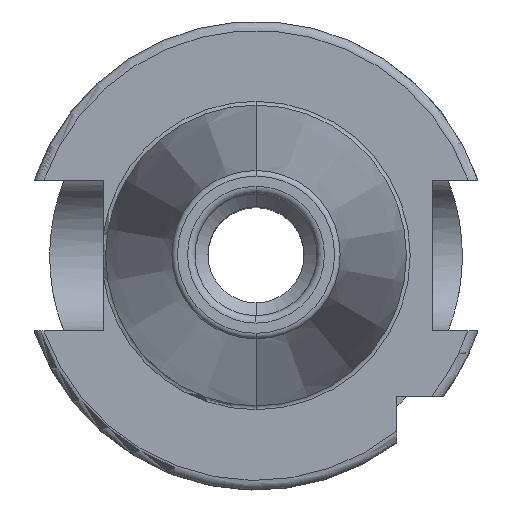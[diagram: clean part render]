
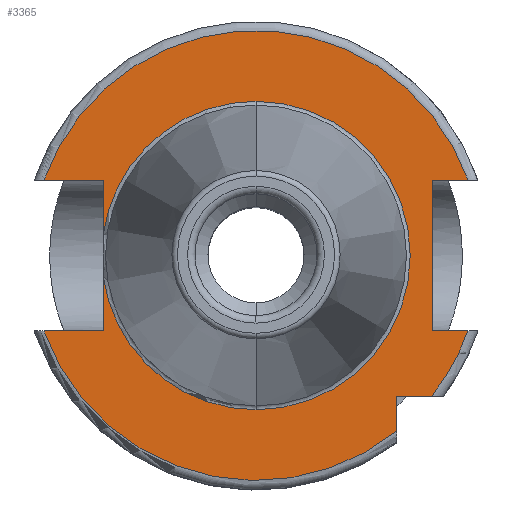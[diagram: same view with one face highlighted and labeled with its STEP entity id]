
A CAD part, top view. The second image highlights one B-rep face of the part: STEP entity #3365.
In plain terms, the highlighted planar face has unit normal (0, 0, 1).
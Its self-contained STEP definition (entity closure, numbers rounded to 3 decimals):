
#967=CARTESIAN_POINT('',(0,0,15.9));
#968=DIRECTION('',(0,0,-1));
#969=DIRECTION('',(0,1,0));
#970=AXIS2_PLACEMENT_3D('',#967,#968,#969);
#983=CARTESIAN_POINT('',(0,0,15.9));
#984=DIRECTION('',(0,0,1));
#985=DIRECTION('',(0,1,0));
#986=AXIS2_PLACEMENT_3D('',#983,#984,#985);
#998=CARTESIAN_POINT('',(0,0,15.9));
#999=DIRECTION('',(0,0,1));
#1000=DIRECTION('',(-0.991,-0.135,0));
#1001=AXIS2_PLACEMENT_3D('',#998,#999,#1000);
#1003=DIRECTION('',(1,0,0));
#1004=VECTOR('',#1003,6.31);
#1005=CARTESIAN_POINT('',(-22.61,-8.05,15.9));
#1006=LINE('',#1005,#1004);
#1007=DIRECTION('',(0,1,0));
#1008=VECTOR('',#1007,5.834);
#1009=CARTESIAN_POINT('',(-16.3,-8.05,15.9));
#1010=LINE('',#1009,#1008);
#1011=DIRECTION('',(0,1,0));
#1012=VECTOR('',#1011,5.834);
#1013=CARTESIAN_POINT('',(-16.3,2.216,15.9));
#1014=LINE('',#1013,#1012);
#1015=DIRECTION('',(1,0,0));
#1016=VECTOR('',#1015,6.31);
#1017=CARTESIAN_POINT('',(-22.61,8.05,15.9));
#1018=LINE('',#1017,#1016);
#1019=DIRECTION('',(-1,0,0));
#1020=VECTOR('',#1019,3.81);
#1021=CARTESIAN_POINT('',(22.61,8.05,15.9));
#1022=LINE('',#1021,#1020);
#1023=DIRECTION('',(0,-1,0));
#1024=VECTOR('',#1023,16.1);
#1025=CARTESIAN_POINT('',(18.8,8.05,15.9));
#1026=LINE('',#1025,#1024);
#1027=DIRECTION('',(-1,0,0));
#1028=VECTOR('',#1027,3.81);
#1029=CARTESIAN_POINT('',(22.61,-8.05,15.9));
#1030=LINE('',#1029,#1028);
#1031=CARTESIAN_POINT('',(0,0,15.9));
#1032=DIRECTION('',(0,0,1));
#1033=DIRECTION('',(0.781,-0.625,0));
#1034=AXIS2_PLACEMENT_3D('',#1031,#1032,#1033);
#1036=DIRECTION('',(-1,0,0));
#1037=VECTOR('',#1036,3.735);
#1038=CARTESIAN_POINT('',(18.735,-15,15.9));
#1039=LINE('',#1038,#1037);
#1040=DIRECTION('',(0,1,0));
#1041=VECTOR('',#1040,3.735);
#1042=CARTESIAN_POINT('',(15,-18.735,15.9));
#1043=LINE('',#1042,#1041);
#1067=CARTESIAN_POINT('',(0,0,15.9));
#1068=DIRECTION('',(0,0,1));
#1069=DIRECTION('',(0.942,0.335,0));
#1070=AXIS2_PLACEMENT_3D('',#1067,#1068,#1069);
#1118=CARTESIAN_POINT('',(0,0,15.9));
#1119=DIRECTION('',(0,0,1));
#1120=DIRECTION('',(-0.942,-0.335,0));
#1121=AXIS2_PLACEMENT_3D('',#1118,#1119,#1120);
#1738=CARTESIAN_POINT('',(0,16.45,15.9));
#1740=VERTEX_POINT('',#1738);
#1760=CARTESIAN_POINT('',(0,-16.45,15.9));
#1762=VERTEX_POINT('',#1760);
#1850=CARTESIAN_POINT('',(-22.61,-8.05,15.9));
#1851=CARTESIAN_POINT('',(-16.3,-8.05,15.9));
#1852=VERTEX_POINT('',#1850);
#1853=VERTEX_POINT('',#1851);
#1854=CARTESIAN_POINT('',(-16.3,-2.216,15.9));
#1855=VERTEX_POINT('',#1854);
#1856=CARTESIAN_POINT('',(-16.3,2.216,15.9));
#1857=CARTESIAN_POINT('',(-16.3,8.05,15.9));
#1858=VERTEX_POINT('',#1856);
#1859=VERTEX_POINT('',#1857);
#1860=CARTESIAN_POINT('',(-22.61,8.05,15.9));
#1861=VERTEX_POINT('',#1860);
#1862=CARTESIAN_POINT('',(18.8,8.05,15.9));
#1863=CARTESIAN_POINT('',(18.8,-8.05,15.9));
#1864=VERTEX_POINT('',#1862);
#1865=VERTEX_POINT('',#1863);
#1866=CARTESIAN_POINT('',(22.61,-8.05,15.9));
#1867=VERTEX_POINT('',#1866);
#1868=CARTESIAN_POINT('',(22.61,8.05,15.9));
#1869=VERTEX_POINT('',#1868);
#1870=CARTESIAN_POINT('',(15,-18.735,15.9));
#1871=CARTESIAN_POINT('',(15,-15,15.9));
#1872=VERTEX_POINT('',#1870);
#1873=VERTEX_POINT('',#1871);
#1874=CARTESIAN_POINT('',(18.735,-15,15.9));
#1875=VERTEX_POINT('',#1874);
#3340=CARTESIAN_POINT('',(0,0,15.9));
#3341=DIRECTION('',(0,0,-1));
#3342=DIRECTION('',(0,-1,0));
#3343=AXIS2_PLACEMENT_3D('',#3340,#3341,#3342);
#3344=PLANE('',#3343);
#3345=ORIENTED_EDGE('',*,*,#2196,.T.);
#3346=ORIENTED_EDGE('',*,*,#2181,.T.);
#3347=ORIENTED_EDGE('',*,*,#3335,.T.);
#3348=ORIENTED_EDGE('',*,*,#3316,.F.);
#3349=ORIENTED_EDGE('',*,*,#3330,.T.);
#3350=ORIENTED_EDGE('',*,*,#2177,.T.);
#3351=ORIENTED_EDGE('',*,*,#2162,.F.);
#3353=ORIENTED_EDGE('',*,*,#3352,.F.);
#3354=ORIENTED_EDGE('',*,*,#2567,.T.);
#3355=ORIENTED_EDGE('',*,*,#2422,.T.);
#3356=ORIENTED_EDGE('',*,*,#2407,.F.);
#3358=ORIENTED_EDGE('',*,*,#3357,.F.);
#3359=ORIENTED_EDGE('',*,*,#2339,.T.);
#3360=ORIENTED_EDGE('',*,*,#2307,.F.);
#3362=ORIENTED_EDGE('',*,*,#3361,.F.);
#3363=EDGE_LOOP('',(#3345,#3346,#3347,#3348,#3349,#3350,#3351,#3353,#3354,#3355,
#3356,#3358,#3359,#3360,#3362));
#3364=FACE_OUTER_BOUND('',#3363,.F.);
#3365=ADVANCED_FACE('',(#3364),#3344,.F.);
#971=CIRCLE('',#970,16.45);
#987=CIRCLE('',#986,16.45);
#1002=CIRCLE('',#1001,16.45);
#1035=CIRCLE('',#1034,24);
#1071=CIRCLE('',#1070,24);
#1122=CIRCLE('',#1121,24);
#2162=EDGE_CURVE('',#1861,#1859,#1018,.T.);
#2177=EDGE_CURVE('',#1858,#1859,#1014,.T.);
#2181=EDGE_CURVE('',#1853,#1855,#1010,.T.);
#2196=EDGE_CURVE('',#1852,#1853,#1006,.T.);
#2307=EDGE_CURVE('',#1872,#1873,#1043,.T.);
#2339=EDGE_CURVE('',#1875,#1873,#1039,.T.);
#2407=EDGE_CURVE('',#1867,#1865,#1030,.T.);
#2422=EDGE_CURVE('',#1864,#1865,#1026,.T.);
#2567=EDGE_CURVE('',#1869,#1864,#1022,.T.);
#3316=EDGE_CURVE('',#1740,#1762,#971,.T.);
#3330=EDGE_CURVE('',#1740,#1858,#987,.T.);
#3335=EDGE_CURVE('',#1855,#1762,#1002,.T.);
#3352=EDGE_CURVE('',#1869,#1861,#1071,.T.);
#3357=EDGE_CURVE('',#1875,#1867,#1035,.T.);
#3361=EDGE_CURVE('',#1852,#1872,#1122,.T.);
